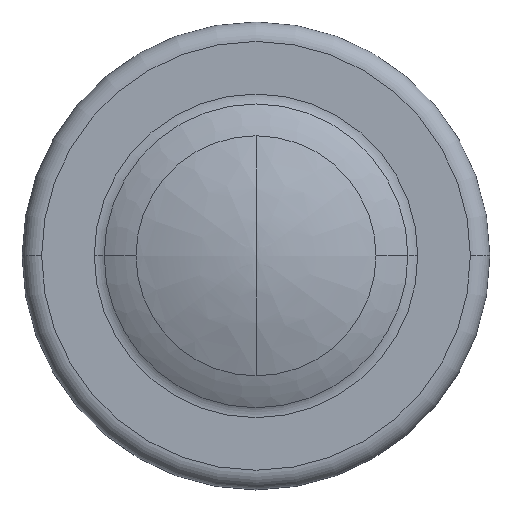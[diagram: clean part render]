
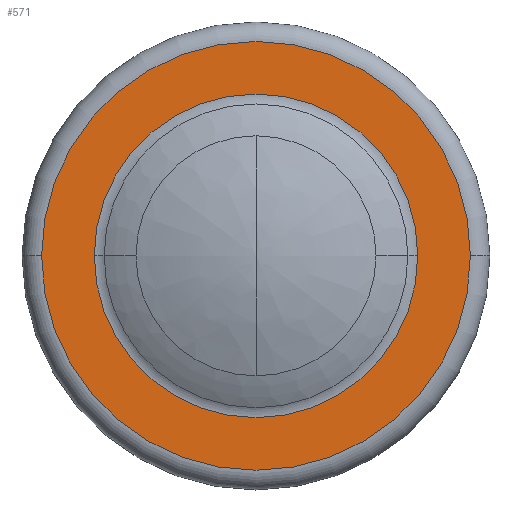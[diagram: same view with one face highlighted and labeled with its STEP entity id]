
A CAD part, top view. The second image highlights one B-rep face of the part: STEP entity #571.
In plain terms, the highlighted planar face has unit normal (0, 0, 1).
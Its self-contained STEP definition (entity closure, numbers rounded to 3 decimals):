
#74 = EDGE_CURVE ( 'NONE', #489, #583, #818, .T. ) ;
#92 = DIRECTION ( 'NONE',  ( 0., 0., 1. ) ) ;
#97 = ORIENTED_EDGE ( 'NONE', *, *, #443, .T. ) ;
#115 = CARTESIAN_POINT ( 'NONE',  ( -0.83, 0., 1.03 ) ) ;
#138 = CARTESIAN_POINT ( 'NONE',  ( 0., 0., 1.03 ) ) ;
#173 = AXIS2_PLACEMENT_3D ( 'NONE', #649, #388, #723 ) ;
#213 = DIRECTION ( 'NONE',  ( 1., 0., 0. ) ) ;
#239 = EDGE_LOOP ( 'NONE', ( #407, #1009 ) ) ;
#302 = FACE_BOUND ( 'NONE', #597, .T. ) ;
#338 = CARTESIAN_POINT ( 'NONE',  ( 0., 0., 1.03 ) ) ;
#359 = VERTEX_POINT ( 'NONE', #807 ) ;
#388 = DIRECTION ( 'NONE',  ( 0., 0., -1. ) ) ;
#398 = AXIS2_PLACEMENT_3D ( 'NONE', #582, #900, #411 ) ;
#407 = ORIENTED_EDGE ( 'NONE', *, *, #856, .T. ) ;
#411 = DIRECTION ( 'NONE',  ( 1., 0., 0. ) ) ;
#422 = DIRECTION ( 'NONE',  ( -1., 0., 0. ) ) ;
#443 = EDGE_CURVE ( 'NONE', #359, #650, #564, .T. ) ;
#489 = VERTEX_POINT ( 'NONE', #1029 ) ;
#495 = CARTESIAN_POINT ( 'NONE',  ( 0., 0., 1.03 ) ) ;
#564 = CIRCLE ( 'NONE', #173, 0.83 ) ;
#571 = ADVANCED_FACE ( 'NONE', ( #803, #302 ), #898, .T. ) ;
#582 = CARTESIAN_POINT ( 'NONE',  ( 0., 1.2, 1.03 ) ) ;
#583 = VERTEX_POINT ( 'NONE', #812 ) ;
#597 = EDGE_LOOP ( 'NONE', ( #797, #97 ) ) ;
#648 = AXIS2_PLACEMENT_3D ( 'NONE', #338, #917, #422 ) ;
#649 = CARTESIAN_POINT ( 'NONE',  ( 0., 0., 1.03 ) ) ;
#650 = VERTEX_POINT ( 'NONE', #115 ) ;
#704 = CIRCLE ( 'NONE', #648, 0.83 ) ;
#714 = DIRECTION ( 'NONE',  ( 0., 0., 1. ) ) ;
#723 = DIRECTION ( 'NONE',  ( -1., 0., 0. ) ) ;
#726 = CIRCLE ( 'NONE', #861, 1.1 ) ;
#730 = EDGE_CURVE ( 'NONE', #650, #359, #704, .T. ) ;
#797 = ORIENTED_EDGE ( 'NONE', *, *, #730, .T. ) ;
#803 = FACE_OUTER_BOUND ( 'NONE', #239, .T. ) ;
#807 = CARTESIAN_POINT ( 'NONE',  ( 0.83, 0., 1.03 ) ) ;
#812 = CARTESIAN_POINT ( 'NONE',  ( 1.1, 0., 1.03 ) ) ;
#818 = CIRCLE ( 'NONE', #945, 1.1 ) ;
#856 = EDGE_CURVE ( 'NONE', #583, #489, #726, .T. ) ;
#861 = AXIS2_PLACEMENT_3D ( 'NONE', #138, #714, #213 ) ;
#898 = PLANE ( 'NONE',  #398 ) ;
#900 = DIRECTION ( 'NONE',  ( 0., 0., 1. ) ) ;
#917 = DIRECTION ( 'NONE',  ( 0., 0., -1. ) ) ;
#945 = AXIS2_PLACEMENT_3D ( 'NONE', #495, #92, #979 ) ;
#979 = DIRECTION ( 'NONE',  ( 1., 0., 0. ) ) ;
#1009 = ORIENTED_EDGE ( 'NONE', *, *, #74, .T. ) ;
#1029 = CARTESIAN_POINT ( 'NONE',  ( -1.1, 0., 1.03 ) ) ;
